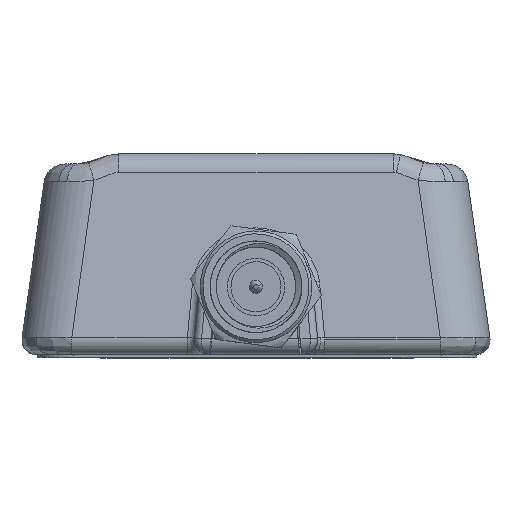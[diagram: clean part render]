
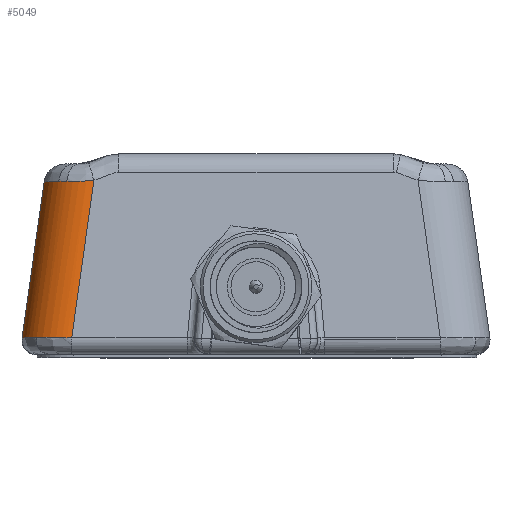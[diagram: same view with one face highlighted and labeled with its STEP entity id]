
A CAD part, top view. The second image highlights one B-rep face of the part: STEP entity #5049.
In plain terms, the highlighted cylindrical face has radius 3.5 mm (diameter 7 mm), a partial arc.
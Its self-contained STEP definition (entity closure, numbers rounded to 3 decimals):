
#295 = VERTEX_POINT ( 'NONE', #11678 ) ;
#358 = CARTESIAN_POINT ( 'NONE',  ( -11.979, 12.156, 0.066 ) ) ;
#924 = CARTESIAN_POINT ( 'NONE',  ( -16.34, 1.193, -1.8 ) ) ;
#1052 = CARTESIAN_POINT ( 'NONE',  ( -15.018, 1.249, 0.95 ) ) ;
#1162 = ORIENTED_EDGE ( 'NONE', *, *, #6306, .T. ) ;
#1456 = CARTESIAN_POINT ( 'NONE',  ( -12.22, 12.146, 0.014 ) ) ;
#1488 = B_SPLINE_CURVE_WITH_KNOTS ( 'NONE', 3,
 ( #13124, #9941, #12086, #13169, #358, #7849, #1456, #8914, #2534, #1639 ),
 .UNSPECIFIED., .F., .F.,
 ( 4, 2, 2, 2, 4 ),
 ( 0., 0.25, 0.375, 0.5, 1. ),
 .UNSPECIFIED. ) ;
#1639 = CARTESIAN_POINT ( 'NONE',  ( -13.217, 12.14, -0.422 ) ) ;
#2063 = CARTESIAN_POINT ( 'NONE',  ( -16.236, 1.227, -0.857 ) ) ;
#2208 = LINE ( 'NONE', #5638, #5715 ) ;
#2277 = CARTESIAN_POINT ( 'NONE',  ( -13.353, 1.212, 1.663 ) ) ;
#2452 = CARTESIAN_POINT ( 'NONE',  ( -13.217, 12.14, -0.422 ) ) ;
#2534 = CARTESIAN_POINT ( 'NONE',  ( -12.921, 12.134, -0.23 ) ) ;
#3081 = CARTESIAN_POINT ( 'NONE',  ( -14.706, 12.113, -2.387 ) ) ;
#3529 = CARTESIAN_POINT ( 'NONE',  ( -13.423, 12.145, -0.555 ) ) ;
#3536 = EDGE_CURVE ( 'NONE', #10085, #4906, #11929, .T. ) ;
#3647 = ORIENTED_EDGE ( 'NONE', *, *, #8414, .T. ) ;
#4045 = ORIENTED_EDGE ( 'NONE', *, *, #3536, .F. ) ;
#4095 = CARTESIAN_POINT ( 'NONE',  ( -16.337, 1.212, -1.321 ) ) ;
#4139 = CARTESIAN_POINT ( 'NONE',  ( -14.812, 12.063, -3.328 ) ) ;
#4529 = CYLINDRICAL_SURFACE ( 'NONE', #6283, 3.5 ) ;
#4564 = EDGE_CURVE ( 'NONE', #6572, #9893, #13325, .T. ) ;
#4906 = VERTEX_POINT ( 'NONE', #13544 ) ;
#4973 = VERTEX_POINT ( 'NONE', #11401 ) ;
#5049 = ADVANCED_FACE ( 'NONE', ( #7371 ), #4529, .T. ) ;
#5185 = CARTESIAN_POINT ( 'NONE',  ( -15.879, 1.245, -0.025 ) ) ;
#5362 = CARTESIAN_POINT ( 'NONE',  ( -12.874, 1.193, 1.666 ) ) ;
#5638 = CARTESIAN_POINT ( 'NONE',  ( -11.317, 12.272, 0.109 ) ) ;
#5715 = VECTOR ( 'NONE', #13335, 1000. ) ;
#6242 = CARTESIAN_POINT ( 'NONE',  ( -15.624, 1.249, 0.344 ) ) ;
#6283 = AXIS2_PLACEMENT_3D ( 'NONE', #10223, #8136, #7136 ) ;
#6286 = CARTESIAN_POINT ( 'NONE',  ( -14.092, 12.147, -1.187 ) ) ;
#6306 = EDGE_CURVE ( 'NONE', #10085, #6572, #12877, .T. ) ;
#6401 = CARTESIAN_POINT ( 'NONE',  ( -16.34, 1.193, -1.8 ) ) ;
#6462 = CARTESIAN_POINT ( 'NONE',  ( -13.789, 12.147, -0.885 ) ) ;
#6506 = CARTESIAN_POINT ( 'NONE',  ( -13.616, 12.147, -0.711 ) ) ;
#6572 = VERTEX_POINT ( 'NONE', #12481 ) ;
#6618 = VERTEX_POINT ( 'NONE', #12915 ) ;
#6897 = EDGE_CURVE ( 'NONE', #9893, #4973, #2208, .T. ) ;
#7136 = DIRECTION ( 'NONE',  ( 0.99, -0.139, 0. ) ) ;
#7215 = CARTESIAN_POINT ( 'NONE',  ( -14.348, 12.14, -1.556 ) ) ;
#7371 = FACE_OUTER_BOUND ( 'NONE', #13096, .T. ) ;
#7587 = VECTOR ( 'NONE', #11694, 1000. ) ;
#7849 = CARTESIAN_POINT ( 'NONE',  ( -12.139, 12.149, 0.034 ) ) ;
#8136 = DIRECTION ( 'NONE',  ( -0.138, -0.981, 0.138 ) ) ;
#8218 =( BOUNDED_CURVE ( )  B_SPLINE_CURVE ( 3, ( #6462, #6506, #3529, #2452 ),
 .UNSPECIFIED., .F., .F. ) 
 B_SPLINE_CURVE_WITH_KNOTS ( ( 4, 4 ),
 ( 0., 1. ),
 .UNSPECIFIED. ) 
 CURVE ( )  GEOMETRIC_REPRESENTATION_ITEM ( )  RATIONAL_B_SPLINE_CURVE ( ( 1., 1., 1., 1. ) ) 
 REPRESENTATION_ITEM ( '' )  );
#8301 = CARTESIAN_POINT ( 'NONE',  ( -14.808, 12.091, -2.85 ) ) ;
#8375 = ORIENTED_EDGE ( 'NONE', *, *, #4564, .T. ) ;
#8414 = EDGE_CURVE ( 'NONE', #4973, #295, #1488, .T. ) ;
#8651 = ORIENTED_EDGE ( 'NONE', *, *, #6897, .T. ) ;
#8746 = CARTESIAN_POINT ( 'NONE',  ( -16.34, 1.193, -1.8 ) ) ;
#8810 = EDGE_CURVE ( 'NONE', #6618, #4906, #12058, .T. ) ;
#8914 = CARTESIAN_POINT ( 'NONE',  ( -12.608, 12.134, -0.094 ) ) ;
#9147 = ORIENTED_EDGE ( 'NONE', *, *, #8810, .T. ) ;
#9409 = CARTESIAN_POINT ( 'NONE',  ( -12.874, 1.193, 1.666 ) ) ;
#9463 = CARTESIAN_POINT ( 'NONE',  ( -13.789, 12.147, -0.885 ) ) ;
#9468 = CARTESIAN_POINT ( 'NONE',  ( -15.321, 1.249, 0.647 ) ) ;
#9691 = CARTESIAN_POINT ( 'NONE',  ( -13.816, 1.227, 1.562 ) ) ;
#9893 = VERTEX_POINT ( 'NONE', #9409 ) ;
#9941 = CARTESIAN_POINT ( 'NONE',  ( -11.49, 12.189, 0.121 ) ) ;
#10085 = VERTEX_POINT ( 'NONE', #8746 ) ;
#10223 = CARTESIAN_POINT ( 'NONE',  ( -11.317, 11.785, -3.357 ) ) ;
#11183 = ORIENTED_EDGE ( 'NONE', *, *, #13464, .F. ) ;
#11401 = CARTESIAN_POINT ( 'NONE',  ( -11.326, 12.205, 0.118 ) ) ;
#11678 = CARTESIAN_POINT ( 'NONE',  ( -13.217, 12.14, -0.422 ) ) ;
#11694 = DIRECTION ( 'NONE',  ( 0.138, 0.981, -0.138 ) ) ;
#11837 = CARTESIAN_POINT ( 'NONE',  ( -14.649, 1.245, 1.205 ) ) ;
#11929 = LINE ( 'NONE', #6401, #7587 ) ;
#12058 = B_SPLINE_CURVE_WITH_KNOTS ( 'NONE', 3,
 ( #9463, #6286, #7215, #3081, #8301, #4139 ),
 .UNSPECIFIED., .F., .F.,
 ( 4, 2, 4 ),
 ( 0., 0.5, 1. ),
 .UNSPECIFIED. ) ;
#12086 = CARTESIAN_POINT ( 'NONE',  ( -11.654, 12.176, 0.111 ) ) ;
#12481 = CARTESIAN_POINT ( 'NONE',  ( -15.321, 1.249, 0.647 ) ) ;
#12877 = B_SPLINE_CURVE_WITH_KNOTS ( 'NONE', 3,
 ( #924, #4095, #2063, #5185, #6242, #9468 ),
 .UNSPECIFIED., .F., .F.,
 ( 4, 2, 4 ),
 ( 0., 0.5, 1. ),
 .UNSPECIFIED. ) ;
#12915 = CARTESIAN_POINT ( 'NONE',  ( -13.789, 12.147, -0.885 ) ) ;
#13096 = EDGE_LOOP ( 'NONE', ( #11183, #9147, #4045, #1162, #8375, #8651, #3647 ) ) ;
#13124 = CARTESIAN_POINT ( 'NONE',  ( -11.326, 12.205, 0.118 ) ) ;
#13169 = CARTESIAN_POINT ( 'NONE',  ( -11.898, 12.161, 0.08 ) ) ;
#13325 = B_SPLINE_CURVE_WITH_KNOTS ( 'NONE', 3,
 ( #13847, #1052, #11837, #9691, #2277, #5362 ),
 .UNSPECIFIED., .F., .F.,
 ( 4, 2, 4 ),
 ( 0., 0.5, 1. ),
 .UNSPECIFIED. ) ;
#13335 = DIRECTION ( 'NONE',  ( 0.138, 0.981, -0.138 ) ) ;
#13464 = EDGE_CURVE ( 'NONE', #6618, #295, #8218, .T. ) ;
#13544 = CARTESIAN_POINT ( 'NONE',  ( -14.812, 12.063, -3.328 ) ) ;
#13847 = CARTESIAN_POINT ( 'NONE',  ( -15.321, 1.249, 0.647 ) ) ;
